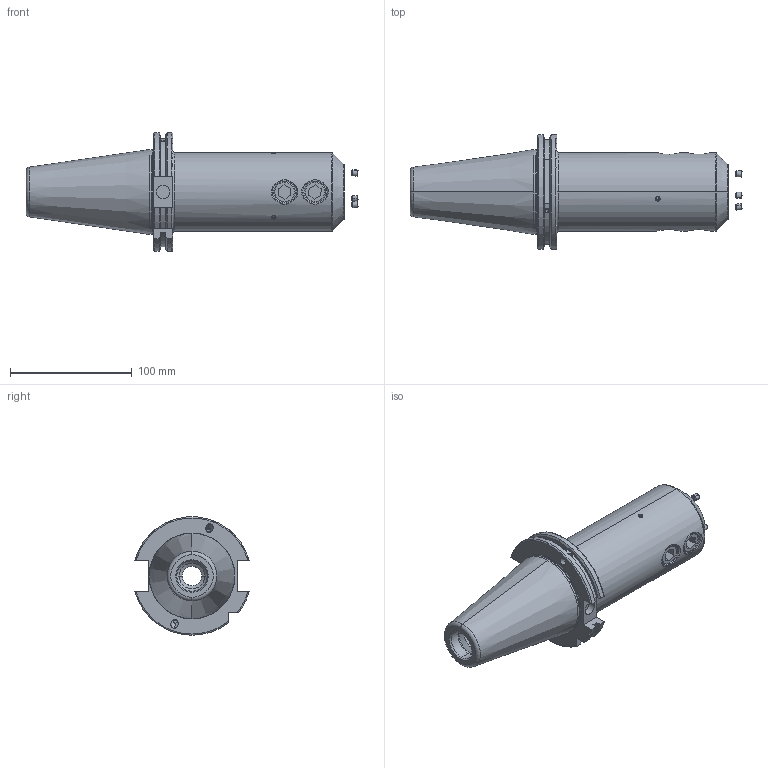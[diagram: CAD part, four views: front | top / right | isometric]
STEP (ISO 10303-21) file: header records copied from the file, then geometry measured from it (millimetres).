
FILE_DESCRIPTION (( 'STEP AP203' ), '1' );
FILE_NAME ('91506-WK225160.STEP', '2017-11-04T11:59:26', ( '' ), ( '' ), 'SwSTEP 2.0', 'SolidWorks 2009', '' );
FILE_SCHEMA (( 'CONFIG_CONTROL_DESIGN' ));
Length unit declared in the file: millimetre
Products named in the file (5): SK50EK25160FWW; GS-M18X2X20; M5X5_DIN 913 - M5 x 5-N; Copy of M4X4_DIN 913 - M4 x 4-N; 91506-WK225160
Assembly tree (10 placements, depth 2):
  91506-WK225160
    GS-M18X2X20  x2
    SK50EK25160FWW
    Copy of M4X4_DIN 913 - M4 x 4-N  x4
    M5X5_DIN 913 - M5 x 5-N  x3
Bounding box: 273.19 x 94.05 x 97.5 mm (x, y, z)
Volume: 730204.6 mm3; surface area: 89361.5 mm2
Topology: 10 solids, 10 shells, 299 faces, 717 edges, 455 vertices
Faces by surface type: plane 117, cylinder 92, cone 64, torus 22, sphere 4
Entity records: 8351 total; most frequent: CARTESIAN_POINT 2672, ORIENTED_EDGE 1050, DIRECTION 1042, EDGE_CURVE 525, AXIS2_PLACEMENT_3D 413, VERTEX_POINT 335, EDGE_LOOP 246, LINE 216
